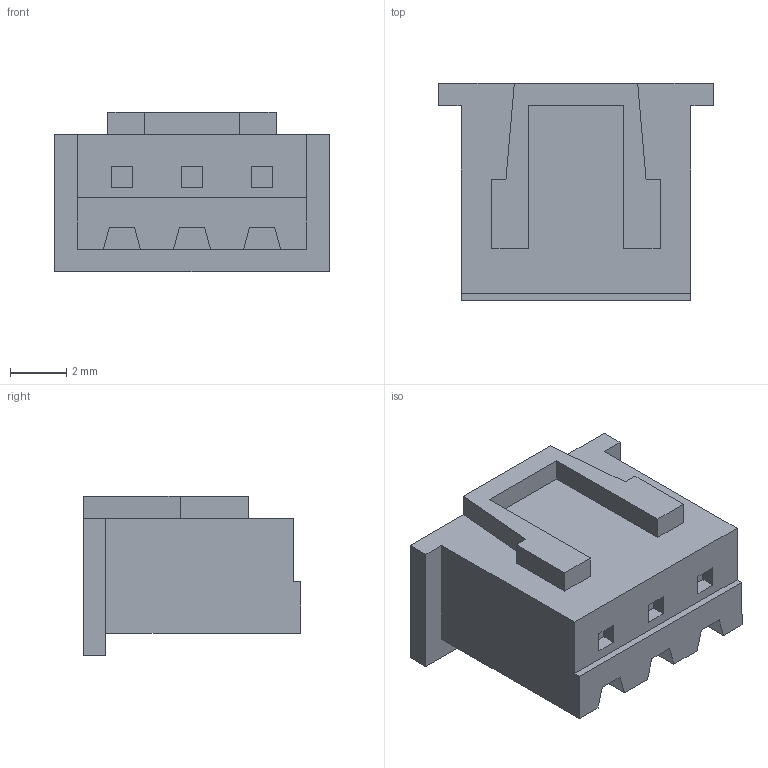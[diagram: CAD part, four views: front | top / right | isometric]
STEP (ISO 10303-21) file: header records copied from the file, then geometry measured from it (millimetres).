
FILE_DESCRIPTION (( 'STEP AP214' ), '1' );
FILE_NAME ('XHP-3.STEP', '2016-04-01T05:11:37', ( '' ), ( '' ), 'SwSTEP 2.0', 'SolidWorks 2009', '' );
FILE_SCHEMA (( 'AUTOMOTIVE_DESIGN' ));
Length unit declared in the file: millimetre
Products named in the file (1): XHP-3
Bounding box: 9.8 x 7.75 x 5.7 mm (x, y, z)
Volume: 261.9 mm3; surface area: 345.9 mm2
Topology: 1 solids, 1 shells, 78 faces, 210 edges, 140 vertices
Faces by surface type: plane 78
Entity records: 2417 total; most frequent: CARTESIAN_POINT 429, ORIENTED_EDGE 420, DIRECTION 368, EDGE_CURVE 210, VECTOR 210, LINE 210, VERTEX_POINT 140, EDGE_LOOP 84
